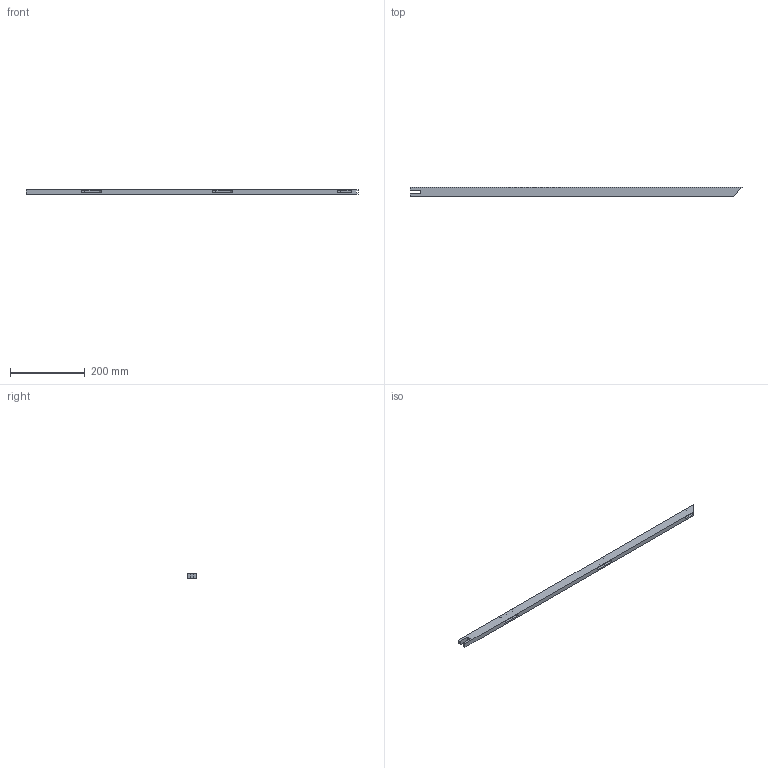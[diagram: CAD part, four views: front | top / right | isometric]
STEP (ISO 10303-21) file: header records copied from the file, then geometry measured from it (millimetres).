
FILE_DESCRIPTION (( 'STEP AP203' ), '1' );
FILE_NAME ('2#寢耋-2.STEP', '2022-02-19T05:26:07', ( '' ), ( '' ), 'SwSTEP 2.0', 'SolidWorks 2021', '' );
FILE_SCHEMA (( 'CONFIG_CONTROL_DESIGN' ));
Length unit declared in the file: millimetre
Products named in the file (1): 2#寢耋-2
Bounding box: 886 x 24 x 12 mm (x, y, z)
Volume: 238234.5 mm3; surface area: 67195 mm2
Topology: 1 solids, 1 shells, 38 faces, 96 edges, 64 vertices
Faces by surface type: plane 38
Entity records: 1197 total; most frequent: CARTESIAN_POINT 199, ORIENTED_EDGE 192, DIRECTION 174, LINE 96, EDGE_CURVE 96, VECTOR 96, VERTEX_POINT 64, EDGE_LOOP 42
